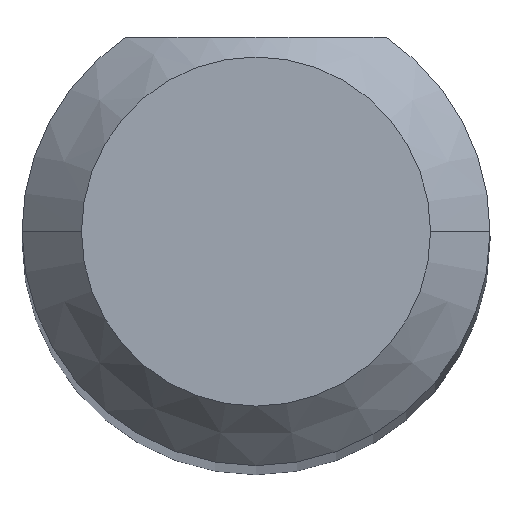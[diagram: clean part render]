
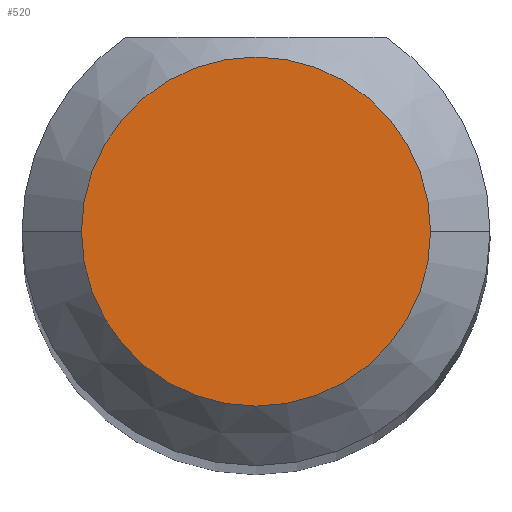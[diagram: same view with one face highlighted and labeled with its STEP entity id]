
A CAD part, top view. The second image highlights one B-rep face of the part: STEP entity #520.
In plain terms, the highlighted planar face has unit normal (0, 0, 1).
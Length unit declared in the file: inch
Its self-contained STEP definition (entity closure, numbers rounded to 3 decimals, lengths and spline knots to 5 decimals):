
#56 = EDGE_CURVE ( 'NONE', #268, #616, #641, .T. ) ;
#80 = AXIS2_PLACEMENT_3D ( 'NONE', #633, #247, #639 ) ;
#152 = DIRECTION ( 'NONE',  ( 0., 0., 1. ) ) ;
#197 = CARTESIAN_POINT ( 'NONE',  ( 0., 0., 1.49606 ) ) ;
#210 = CARTESIAN_POINT ( 'NONE',  ( 0., 0., 1.49606 ) ) ;
#247 = DIRECTION ( 'NONE',  ( 0., 0., 1. ) ) ;
#268 = VERTEX_POINT ( 'NONE', #416 ) ;
#282 = AXIS2_PLACEMENT_3D ( 'NONE', #210, #605, #355 ) ;
#355 = DIRECTION ( 'NONE',  ( 1., 0., 0. ) ) ;
#363 = CIRCLE ( 'NONE', #80, 0.04406 ) ;
#370 = ORIENTED_EDGE ( 'NONE', *, *, #453, .T. ) ;
#389 = DIRECTION ( 'NONE',  ( 1., 0., 0. ) ) ;
#416 = CARTESIAN_POINT ( 'NONE',  ( 0.04406, 0., 1.49606 ) ) ;
#421 = ORIENTED_EDGE ( 'NONE', *, *, #56, .T. ) ;
#440 = FACE_OUTER_BOUND ( 'NONE', #502, .T. ) ;
#445 = CARTESIAN_POINT ( 'NONE',  ( -0.04406, 0., 1.49606 ) ) ;
#453 = EDGE_CURVE ( 'NONE', #616, #268, #363, .T. ) ;
#490 = PLANE ( 'NONE',  #567 ) ;
#502 = EDGE_LOOP ( 'NONE', ( #370, #421 ) ) ;
#520 = ADVANCED_FACE ( 'NONE', ( #440 ), #490, .T. ) ;
#567 = AXIS2_PLACEMENT_3D ( 'NONE', #197, #152, #389 ) ;
#605 = DIRECTION ( 'NONE',  ( 0., 0., 1. ) ) ;
#616 = VERTEX_POINT ( 'NONE', #445 ) ;
#633 = CARTESIAN_POINT ( 'NONE',  ( 0., 0., 1.49606 ) ) ;
#639 = DIRECTION ( 'NONE',  ( 1., 0., 0. ) ) ;
#641 = CIRCLE ( 'NONE', #282, 0.04406 ) ;
